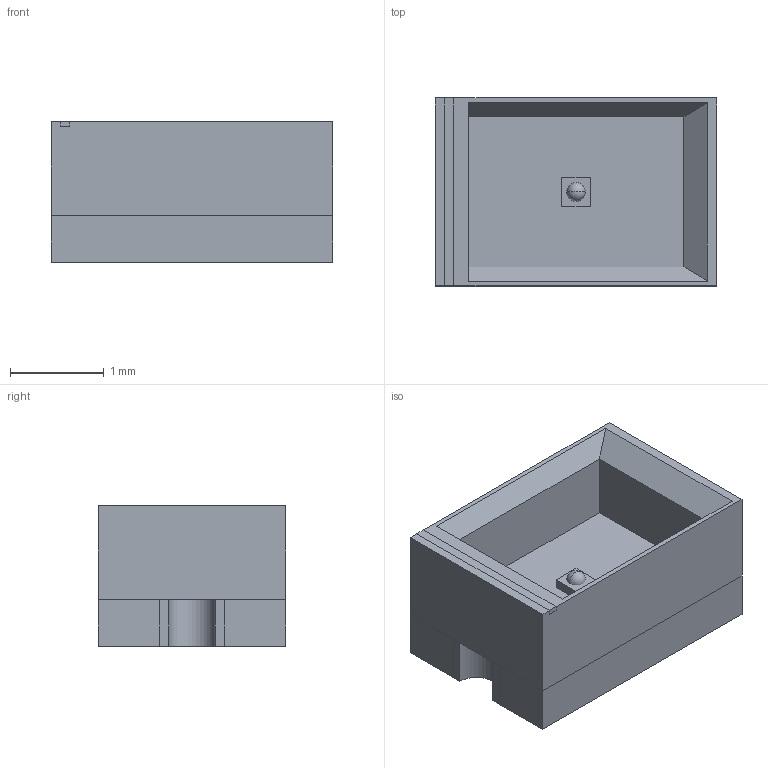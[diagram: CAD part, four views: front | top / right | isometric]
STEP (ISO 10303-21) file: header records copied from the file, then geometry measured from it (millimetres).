
FILE_DESCRIPTION((''),'2;1');
FILE_NAME('LED_DIALIGHT_597-3301-507F.stp','2013-03-07T17:19:08',(''),(''),'Mechanical Desktop 2011','Mechanical Desktop 2011',', , ');
FILE_SCHEMA(('AUTOMOTIVE_DESIGN { 1 2 10303 214 1 1 1 1 }'));
Length unit declared in the file: millimetre
Products named in the file (1): Product
Bounding box: 3 x 2 x 1.5 mm (x, y, z)
Volume: 5.5 mm3; surface area: 54.7 mm2
Topology: 7 solids, 7 shells, 78 faces, 193 edges, 126 vertices
Faces by surface type: plane 74, sphere 2, cylinder 2
Entity records: 2313 total; most frequent: CARTESIAN_POINT 394, ORIENTED_EDGE 378, DIRECTION 353, EDGE_CURVE 189, VECTOR 183, LINE 183, VERTEX_POINT 126, AXIS2_PLACEMENT_3D 85
